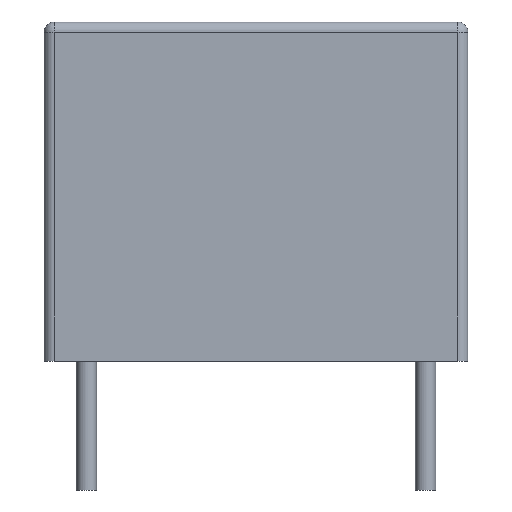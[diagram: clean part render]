
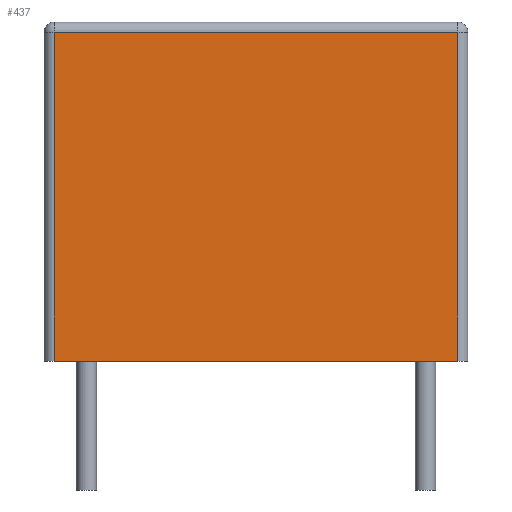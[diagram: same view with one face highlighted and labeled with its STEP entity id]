
A CAD part, front view. The second image highlights one B-rep face of the part: STEP entity #437.
In plain terms, the highlighted free-form (B-spline) face has degree [1, 1] with [2, 2] control points.
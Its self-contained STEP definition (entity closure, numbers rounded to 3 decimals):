
#142=CARTESIAN_POINT('',(-5.95,-2.0,9.7));
#143=VERTEX_POINT('',#142);
#186=CARTESIAN_POINT('',(5.95,-2.0,9.7));
#187=VERTEX_POINT('',#186);
#211=CARTESIAN_POINT('',(-5.95,-2.0,9.7));
#212=DIRECTION('',(1.0,0.0,0.0));
#213=VECTOR('',#212,11.9);
#214=LINE('',#211,#213);
#215=EDGE_CURVE('',#143,#187,#214,.T.);
#254=CARTESIAN_POINT('',(5.95,-2.0,0.0));
#255=VERTEX_POINT('',#254);
#272=CARTESIAN_POINT('',(5.95,-2.0,9.7));
#273=DIRECTION('',(0.0,0.0,-1.0));
#274=VECTOR('',#273,9.7);
#275=LINE('',#272,#274);
#276=EDGE_CURVE('',#187,#255,#275,.T.);
#310=CARTESIAN_POINT('',(-5.95,-2.0,0.0));
#311=VERTEX_POINT('',#310);
#319=CARTESIAN_POINT('',(-5.95,-2.0,0.0));
#320=DIRECTION('',(0.0,0.0,1.0));
#321=VECTOR('',#320,9.7);
#322=LINE('',#319,#321);
#323=EDGE_CURVE('',#311,#143,#322,.T.);
#421=CARTESIAN_POINT('',(5.95,-2.0,9.7));
#422=CARTESIAN_POINT('',(5.95,-2.0,0.0));
#423=CARTESIAN_POINT('',(-5.95,-2.0,9.7));
#424=CARTESIAN_POINT('',(-5.95,-2.0,0.0));
#425=B_SPLINE_SURFACE_WITH_KNOTS('',1,1,((#421,#423),(#422,#424)),.UNSPECIFIED.,.F.,.F.,.U.,(2,2),(2,2),(0.0,9.7),(0.0,11.9),.UNSPECIFIED.);
#426=ORIENTED_EDGE('',*,*,#276,.F.);
#427=ORIENTED_EDGE('',*,*,#215,.F.);
#428=ORIENTED_EDGE('',*,*,#323,.F.);
#429=CARTESIAN_POINT('',(-5.95,-2.0,0.0));
#430=DIRECTION('',(1.0,0.0,0.0));
#431=VECTOR('',#430,11.9);
#432=LINE('',#429,#431);
#433=EDGE_CURVE('',#311,#255,#432,.T.);
#434=ORIENTED_EDGE('',*,*,#433,.T.);
#435=EDGE_LOOP('',(#426,#427,#428,#434));
#436=FACE_OUTER_BOUND('',#435,.T.);
#437=ADVANCED_FACE('',(#436),#425,.F.);
